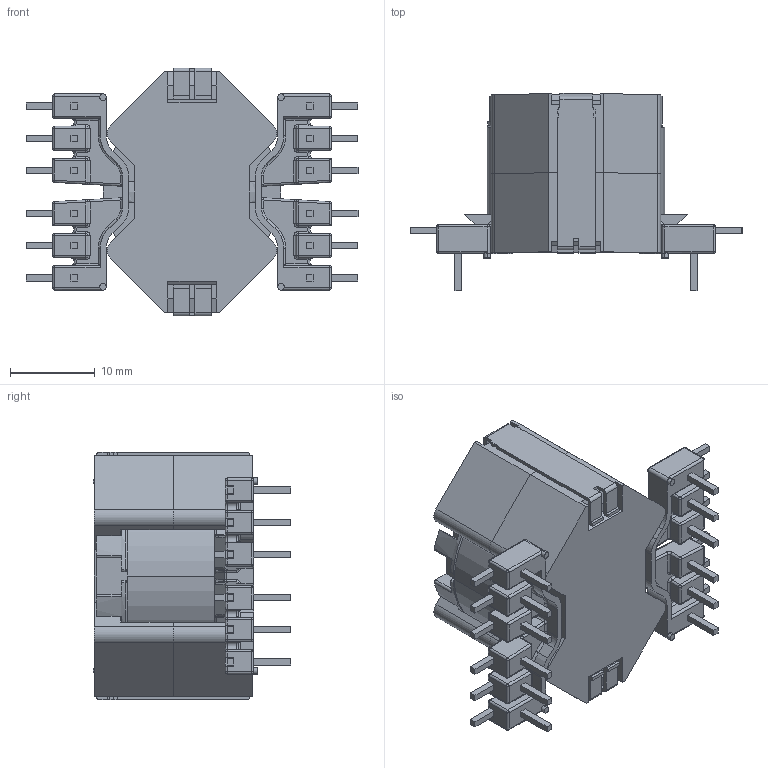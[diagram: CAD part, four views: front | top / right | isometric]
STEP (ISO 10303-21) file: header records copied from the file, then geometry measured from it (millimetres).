
FILE_DESCRIPTION (( 'STEP AP214' ), '1' );
FILE_NAME ('RM10_5622_0224.STEP', '2021-06-30T21:27:15', ( '' ), ( '' ), 'SwSTEP 2.0', 'SolidWorks 2017', '' );
FILE_SCHEMA (( 'AUTOMOTIVE_DESIGN' ));
Length unit declared in the file: millimetre
Products named in the file (5): 150-2624_6A; 070-5622_6A; 070-5622_coil; RM10_5622_0224; 139-0224_6A
Assembly tree (6 placements, depth 2):
  RM10_5622_0224
    070-5622_6A
    070-5622_coil
    150-2624_6A  x2
    139-0224_6A  x2
Bounding box: 39.29 x 23.36 x 29.3 mm (x, y, z)
Volume: 9269 mm3; surface area: 9670.6 mm2
Topology: 6 solids, 6 shells, 994 faces, 2561 edges, 1520 vertices
Faces by surface type: plane 477, cylinder 316, sphere 72, torus 65, bspline 64
Entity records: 29448 total; most frequent: CARTESIAN_POINT 6216, ORIENTED_EDGE 4492, DIRECTION 4479, EDGE_CURVE 2246, AXIS2_PLACEMENT_3D 1545, VECTOR 1389, LINE 1389, VERTEX_POINT 1366
